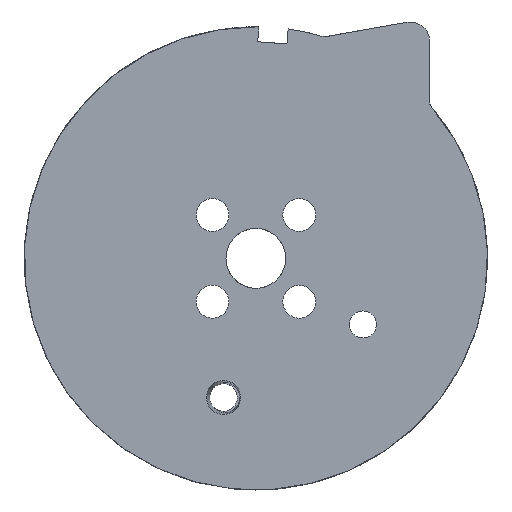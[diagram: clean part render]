
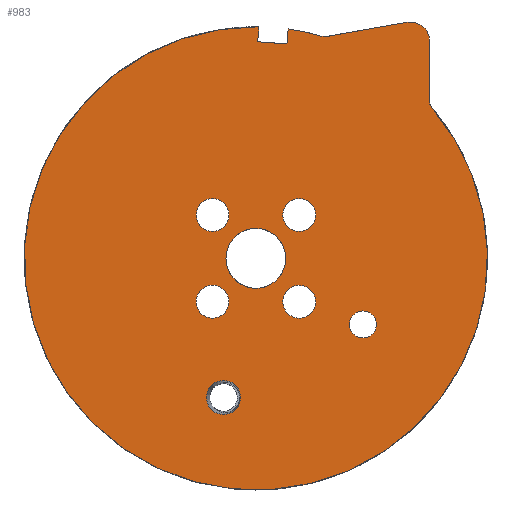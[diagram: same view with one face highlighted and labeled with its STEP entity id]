
A CAD part, front view. The second image highlights one B-rep face of the part: STEP entity #983.
In plain terms, the highlighted planar face has unit normal (0, -1, 0).
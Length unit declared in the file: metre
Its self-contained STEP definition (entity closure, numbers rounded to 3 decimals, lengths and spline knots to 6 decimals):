
#80=LINE('',#1835,#118);
#81=LINE('',#1839,#119);
#85=LINE('',#1862,#123);
#87=LINE('',#1865,#125);
#88=LINE('',#1873,#126);
#118=VECTOR('',#1305,1.);
#119=VECTOR('',#1310,1.);
#123=VECTOR('',#1324,1.);
#125=VECTOR('',#1328,1.);
#126=VECTOR('',#1335,1.);
#140=PLANE('',#1097);
#167=CIRCLE('',#1050,0.024);
#169=CIRCLE('',#1054,0.0031);
#174=CIRCLE('',#1063,0.001775);
#176=CIRCLE('',#1066,0.002);
#178=CIRCLE('',#1073,0.001);
#179=CIRCLE('',#1075,0.001);
#189=CIRCLE('',#1098,0.024);
#190=CIRCLE('',#1099,0.0017);
#191=CIRCLE('',#1100,0.0017);
#192=CIRCLE('',#1101,0.0017);
#193=CIRCLE('',#1102,0.0017);
#194=CIRCLE('',#1103,0.0014);
#400=ORIENTED_EDGE('',*,*,#569,.F.);
#401=ORIENTED_EDGE('',*,*,#627,.T.);
#402=ORIENTED_EDGE('',*,*,#589,.T.);
#403=ORIENTED_EDGE('',*,*,#629,.T.);
#404=ORIENTED_EDGE('',*,*,#599,.T.);
#405=ORIENTED_EDGE('',*,*,#631,.F.);
#406=ORIENTED_EDGE('',*,*,#618,.F.);
#407=ORIENTED_EDGE('',*,*,#616,.T.);
#408=ORIENTED_EDGE('',*,*,#632,.F.);
#409=ORIENTED_EDGE('',*,*,#564,.F.);
#410=ORIENTED_EDGE('',*,*,#601,.T.);
#411=ORIENTED_EDGE('',*,*,#633,.F.);
#412=ORIENTED_EDGE('',*,*,#634,.F.);
#413=ORIENTED_EDGE('',*,*,#635,.F.);
#414=ORIENTED_EDGE('',*,*,#636,.F.);
#415=ORIENTED_EDGE('',*,*,#637,.T.);
#416=ORIENTED_EDGE('',*,*,#585,.T.);
#564=EDGE_CURVE('',#702,#703,#167,.T.);
#569=EDGE_CURVE('',#707,#707,#169,.T.);
#585=EDGE_CURVE('',#717,#717,#174,.T.);
#589=EDGE_CURVE('',#721,#720,#176,.T.);
#599=EDGE_CURVE('',#727,#726,#178,.T.);
#601=EDGE_CURVE('',#702,#728,#179,.T.);
#616=EDGE_CURVE('',#735,#734,#80,.T.);
#618=EDGE_CURVE('',#735,#736,#81,.T.);
#627=EDGE_CURVE('',#728,#721,#85,.T.);
#629=EDGE_CURVE('',#720,#727,#87,.T.);
#631=EDGE_CURVE('',#736,#726,#189,.T.);
#632=EDGE_CURVE('',#703,#734,#88,.T.);
#633=EDGE_CURVE('',#742,#742,#190,.T.);
#634=EDGE_CURVE('',#743,#743,#191,.T.);
#635=EDGE_CURVE('',#744,#744,#192,.T.);
#636=EDGE_CURVE('',#745,#745,#193,.T.);
#637=EDGE_CURVE('',#746,#746,#194,.T.);
#702=VERTEX_POINT('',#1659);
#703=VERTEX_POINT('',#1661);
#707=VERTEX_POINT('',#1677);
#717=VERTEX_POINT('',#1759);
#720=VERTEX_POINT('',#1778);
#721=VERTEX_POINT('',#1780);
#726=VERTEX_POINT('',#1802);
#727=VERTEX_POINT('',#1804);
#728=VERTEX_POINT('',#1808);
#734=VERTEX_POINT('',#1834);
#735=VERTEX_POINT('',#1836);
#736=VERTEX_POINT('',#1840);
#742=VERTEX_POINT('',#1875);
#743=VERTEX_POINT('',#1877);
#744=VERTEX_POINT('',#1879);
#745=VERTEX_POINT('',#1881);
#746=VERTEX_POINT('',#1883);
#838=EDGE_LOOP('',(#400));
#839=EDGE_LOOP('',(#401,#402,#403,#404,#405,#406,#407,#408,#409,#410));
#840=EDGE_LOOP('',(#411));
#841=EDGE_LOOP('',(#412));
#842=EDGE_LOOP('',(#413));
#843=EDGE_LOOP('',(#414));
#844=EDGE_LOOP('',(#415));
#845=EDGE_LOOP('',(#416));
#914=FACE_BOUND('',#838,.T.);
#915=FACE_BOUND('',#839,.T.);
#916=FACE_BOUND('',#840,.T.);
#917=FACE_BOUND('',#841,.T.);
#918=FACE_BOUND('',#842,.T.);
#919=FACE_BOUND('',#843,.T.);
#920=FACE_BOUND('',#844,.T.);
#921=FACE_BOUND('',#845,.T.);
#983=ADVANCED_FACE('',(#914,#915,#916,#917,#918,#919,#920,#921),#140,.T.);
#1050=AXIS2_PLACEMENT_3D('',#1660,#1210,#1211);
#1054=AXIS2_PLACEMENT_3D('',#1676,#1218,#1219);
#1063=AXIS2_PLACEMENT_3D('',#1758,#1238,#1239);
#1066=AXIS2_PLACEMENT_3D('',#1779,#1245,#1246);
#1073=AXIS2_PLACEMENT_3D('',#1803,#1266,#1267);
#1075=AXIS2_PLACEMENT_3D('',#1807,#1271,#1272);
#1097=AXIS2_PLACEMENT_3D('',#1871,#1331,#1332);
#1098=AXIS2_PLACEMENT_3D('',#1872,#1333,#1334);
#1099=AXIS2_PLACEMENT_3D('',#1874,#1336,#1337);
#1100=AXIS2_PLACEMENT_3D('',#1876,#1338,#1339);
#1101=AXIS2_PLACEMENT_3D('',#1878,#1340,#1341);
#1102=AXIS2_PLACEMENT_3D('',#1880,#1342,#1343);
#1103=AXIS2_PLACEMENT_3D('',#1882,#1344,#1345);
#1210=DIRECTION('',(0.,1.,0.));
#1211=DIRECTION('',(0.,0.,1.));
#1218=DIRECTION('',(0.,-1.,0.));
#1219=DIRECTION('',(0.,0.,-1.));
#1238=DIRECTION('',(0.,1.,0.));
#1239=DIRECTION('',(0.,0.,-1.));
#1245=DIRECTION('',(0.,-1.,0.));
#1246=DIRECTION('',(0.,0.,-1.));
#1266=DIRECTION('',(0.,1.,0.));
#1267=DIRECTION('',(0.,0.,-1.));
#1271=DIRECTION('',(0.,1.,0.));
#1272=DIRECTION('',(0.,0.,-1.));
#1305=DIRECTION('',(-0.997,0.,0.076));
#1310=DIRECTION('',(0.076,0.,0.997));
#1324=DIRECTION('',(0.,0.,1.));
#1328=DIRECTION('',(-0.985,0.,-0.174));
#1331=DIRECTION('',(0.,-1.,0.));
#1332=DIRECTION('',(0.,0.,-1.));
#1333=DIRECTION('',(0.,1.,0.));
#1334=DIRECTION('',(0.,0.,1.));
#1335=DIRECTION('',(-0.076,0.,-0.997));
#1336=DIRECTION('',(0.,-1.,0.));
#1337=DIRECTION('',(0.,0.,-1.));
#1338=DIRECTION('',(0.,-1.,0.));
#1339=DIRECTION('',(0.,0.,-1.));
#1340=DIRECTION('',(0.,-1.,0.));
#1341=DIRECTION('',(0.,0.,-1.));
#1342=DIRECTION('',(0.,-1.,0.));
#1343=DIRECTION('',(0.,0.,-1.));
#1344=DIRECTION('',(0.,1.,0.));
#1345=DIRECTION('',(0.,0.,1.));
#1659=CARTESIAN_POINT('',(0.01824,-0.0103,0.015598));
#1660=CARTESIAN_POINT('',(0.,-0.0103,0.));
#1661=CARTESIAN_POINT('',(0.000311,-0.0103,0.023998));
#1676=CARTESIAN_POINT('',(0.,-0.0103,0.));
#1677=CARTESIAN_POINT('',(0.,-0.0103,-0.0031));
#1758=CARTESIAN_POINT('',(-0.003356,-0.0103,-0.014414));
#1759=CARTESIAN_POINT('',(-0.003356,-0.0103,-0.016189));
#1778=CARTESIAN_POINT('',(0.015653,-0.0103,0.024461));
#1779=CARTESIAN_POINT('',(0.016,-0.0103,0.022491));
#1780=CARTESIAN_POINT('',(0.018,-0.0103,0.022491));
#1802=CARTESIAN_POINT('',(0.006821,-0.0103,0.02301));
#1803=CARTESIAN_POINT('',(0.007106,-0.0103,0.023969));
#1804=CARTESIAN_POINT('',(0.007279,-0.0103,0.022984));
#1807=CARTESIAN_POINT('',(0.019,-0.0103,0.016248));
#1808=CARTESIAN_POINT('',(0.018,-0.0103,0.016248));
#1834=CARTESIAN_POINT('',(0.000193,-0.0103,0.022451));
#1835=CARTESIAN_POINT('',(-0.000117,-0.0103,0.022474));
#1836=CARTESIAN_POINT('',(0.003224,-0.0103,0.022219));
#1839=CARTESIAN_POINT('',(0.003224,-0.0103,0.022219));
#1840=CARTESIAN_POINT('',(0.003342,-0.0103,0.023766));
#1862=CARTESIAN_POINT('',(0.018,-0.0103,0.015875));
#1865=CARTESIAN_POINT('',(0.007045,-0.0103,0.022943));
#1871=CARTESIAN_POINT('',(0.,-0.0103,0.024));
#1872=CARTESIAN_POINT('',(0.,-0.0103,0.));
#1873=CARTESIAN_POINT('',(0.000193,-0.0103,0.022451));
#1874=CARTESIAN_POINT('',(0.00449,-0.0103,-0.00449));
#1875=CARTESIAN_POINT('',(0.00449,-0.0103,-0.00619));
#1876=CARTESIAN_POINT('',(-0.00449,-0.0103,-0.00449));
#1877=CARTESIAN_POINT('',(-0.00449,-0.0103,-0.00619));
#1878=CARTESIAN_POINT('',(-0.00449,-0.0103,0.00449));
#1879=CARTESIAN_POINT('',(-0.00449,-0.0103,0.00279));
#1880=CARTESIAN_POINT('',(0.00449,-0.0103,0.00449));
#1881=CARTESIAN_POINT('',(0.00449,-0.0103,0.00279));
#1882=CARTESIAN_POINT('',(0.011085,-0.0103,-0.006843));
#1883=CARTESIAN_POINT('',(0.011085,-0.0103,-0.005443));
